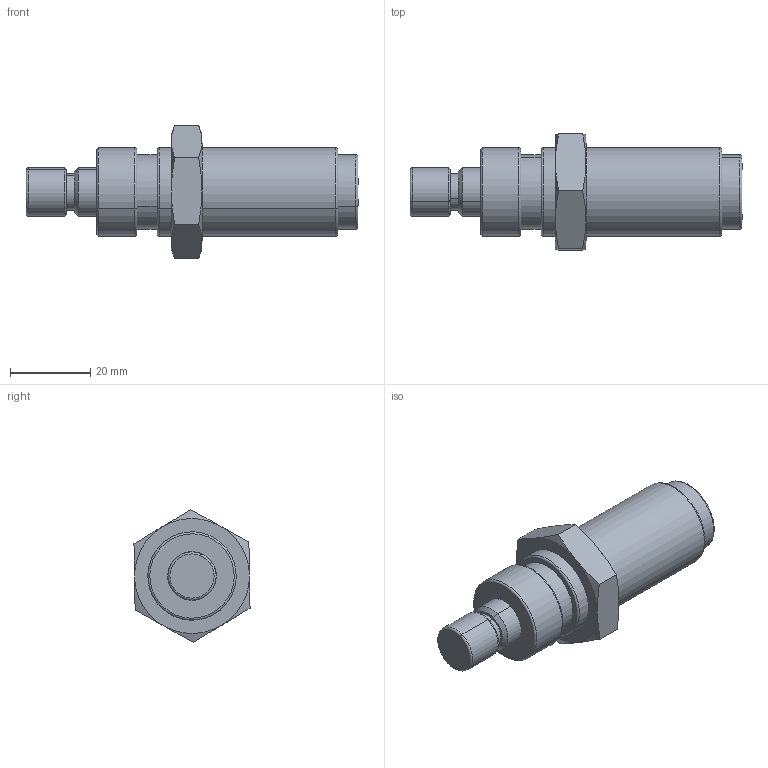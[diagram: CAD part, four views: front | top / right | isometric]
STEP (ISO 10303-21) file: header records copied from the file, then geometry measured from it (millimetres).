
FILE_DESCRIPTION (( 'STEP AP214' ), '1' );
FILE_NAME ('OS-2325 - POS-140.STEP', '2019-08-16T14:18:02', ( '' ), ( '' ), 'SwSTEP 2.0', 'SolidWorks 2019', '' );
FILE_SCHEMA (( 'AUTOMOTIVE_DESIGN' ));
Length unit declared in the file: millimetre
Products named in the file (9): OS-2325 - POS-140; OS-2325 - POS-143; OS-2325 - POS-144; OS-2325 - POS-141; OS-2325 - POS-142
Assembly tree (4 placements, depth 2):
  OS-2325 - POS-140
    OS-2325 - POS-143
    OS-2325 - POS-141
    OS-2325 - POS-142
    OS-2325 - POS-144
  OS-2325 - POS-144
  OS-2325 - POS-141
  OS-2325 - POS-143
  OS-2325 - POS-142
Bounding box: 82.6 x 28.88 x 33.02 mm (x, y, z)
Volume: 26760.7 mm3; surface area: 12202.9 mm2
Topology: 4 solids, 4 shells, 87 faces, 180 edges, 105 vertices
Faces by surface type: cone 24, cylinder 24, torus 20, plane 19
Entity records: 2791 total; most frequent: CARTESIAN_POINT 504, DIRECTION 452, ORIENTED_EDGE 356, AXIS2_PLACEMENT_3D 205, EDGE_CURVE 178, CIRCLE 110, VERTEX_POINT 105, EDGE_LOOP 99
